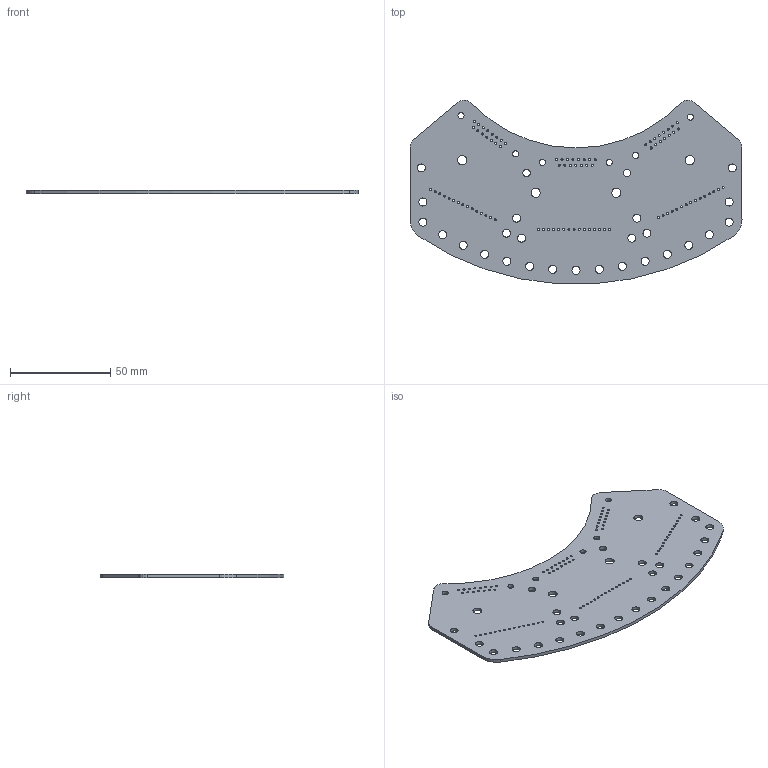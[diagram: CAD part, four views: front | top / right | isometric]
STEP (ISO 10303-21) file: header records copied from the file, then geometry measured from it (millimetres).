
FILE_DESCRIPTION(('FreeCAD Model'),'2;1');
FILE_NAME('CupolaFeedthrough.step','2017-10-28T17:26:07',( 'Author'),(''),'Open CASCADE STEP processor 6.8','FreeCAD','Unknown' );
FILE_SCHEMA(('AUTOMOTIVE_DESIGN_CC2 { 1 2 10303 214 -1 1 5 4 }'));
Length unit declared in the file: millimetre
Products named in the file (2): ASSEMBLY; Pcb
Assembly tree (1 placements, depth 2):
  ASSEMBLY
    Pcb
Bounding box: 165.47 x 91.47 x 1.6 mm (x, y, z)
Volume: 17493.8 mm3; surface area: 23775.4 mm2
Topology: 1 solids, 1 shells, 143 faces, 423 edges, 282 vertices
Faces by surface type: cylinder 135, plane 8
Full cylindrical faces by diameter (mm): 1 x45, 1.02 x45, 3.05 x6, 3.7 x2, 4 x25, 4.5 x4
Entity records: 5494 total; most frequent: DIRECTION 983, CARTESIAN_POINT 850, ORIENTED_EDGE 846, EDGE_CURVE 423, AXIS2_PLACEMENT_3D 415, FACE_BOUND 397, EDGE_LOOP 397, VERTEX_POINT 282
